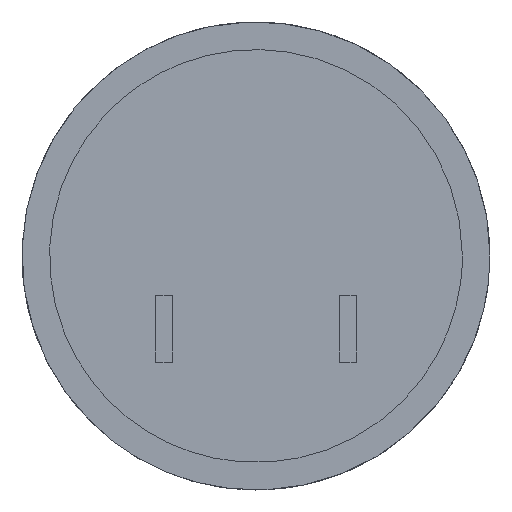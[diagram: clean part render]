
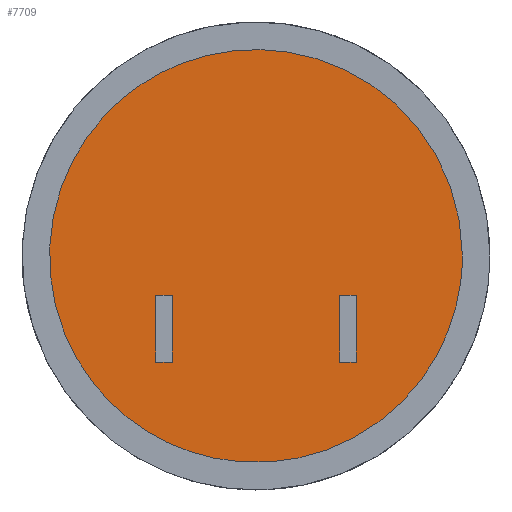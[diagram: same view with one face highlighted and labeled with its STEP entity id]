
A CAD part, left-side view. The second image highlights one B-rep face of the part: STEP entity #7709.
In plain terms, the highlighted free-form (B-spline) face has degree [1, 1] with [2, 2] control points.
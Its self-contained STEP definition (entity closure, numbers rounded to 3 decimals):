
#7380 = EDGE_CURVE('',#7381,#7383,#7385,.T.);
#7381 = VERTEX_POINT('',#7382);
#7382 = CARTESIAN_POINT('',(-19.729,-2.529,
    -1.189));
#7383 = VERTEX_POINT('',#7384);
#7384 = CARTESIAN_POINT('',(-19.729,-3.035,
    -1.189));
#7385 = B_SPLINE_CURVE_WITH_KNOTS('',1,(#7386,#7387),.UNSPECIFIED.,.F.,
  .F.,(2,2),(1.,1.5),.PIECEWISE_BEZIER_KNOTS.);
#7386 = CARTESIAN_POINT('',(-19.729,-2.529,
    -1.189));
#7387 = CARTESIAN_POINT('',(-19.729,-3.035,
    -1.189));
#7416 = EDGE_CURVE('',#7383,#7417,#7419,.T.);
#7417 = VERTEX_POINT('',#7418);
#7418 = CARTESIAN_POINT('',(-19.729,-3.035,
    -3.212));
#7419 = B_SPLINE_CURVE_WITH_KNOTS('',1,(#7420,#7421),.UNSPECIFIED.,.F.,
  .F.,(2,2),(-0.413,1.588),.PIECEWISE_BEZIER_KNOTS.);
#7420 = CARTESIAN_POINT('',(-19.729,-3.035,
    -1.189));
#7421 = CARTESIAN_POINT('',(-19.729,-3.035,
    -3.212));
#7450 = EDGE_CURVE('',#7417,#7451,#7453,.T.);
#7451 = VERTEX_POINT('',#7452);
#7452 = CARTESIAN_POINT('',(-19.729,-2.529,
    -3.212));
#7453 = B_SPLINE_CURVE_WITH_KNOTS('',1,(#7454,#7455),.UNSPECIFIED.,.F.,
  .F.,(2,2),(-1.75,-1.25),.PIECEWISE_BEZIER_KNOTS.);
#7454 = CARTESIAN_POINT('',(-19.729,-3.035,
    -3.212));
#7455 = CARTESIAN_POINT('',(-19.729,-2.529,
    -3.212));
#7478 = EDGE_CURVE('',#7451,#7381,#7479,.T.);
#7479 = B_SPLINE_CURVE_WITH_KNOTS('',1,(#7480,#7481),.UNSPECIFIED.,.F.,
  .F.,(2,2),(-2.588,-0.588),.PIECEWISE_BEZIER_KNOTS.);
#7480 = CARTESIAN_POINT('',(-19.729,-2.529,
    -3.212));
#7481 = CARTESIAN_POINT('',(-19.729,-2.529,
    -1.189));
#7516 = EDGE_CURVE('',#7517,#7519,#7521,.T.);
#7517 = VERTEX_POINT('',#7518);
#7518 = CARTESIAN_POINT('',(-19.729,2.529,
    -1.189));
#7519 = VERTEX_POINT('',#7520);
#7520 = CARTESIAN_POINT('',(-19.729,2.529,
    -3.212));
#7521 = B_SPLINE_CURVE_WITH_KNOTS('',1,(#7522,#7523),.UNSPECIFIED.,.F.,
  .F.,(2,2),(-0.413,1.588),.PIECEWISE_BEZIER_KNOTS.);
#7522 = CARTESIAN_POINT('',(-19.729,2.529,
    -1.189));
#7523 = CARTESIAN_POINT('',(-19.729,2.529,
    -3.212));
#7558 = EDGE_CURVE('',#7519,#7559,#7561,.T.);
#7559 = VERTEX_POINT('',#7560);
#7560 = CARTESIAN_POINT('',(-19.729,3.035,
    -3.212));
#7561 = B_SPLINE_CURVE_WITH_KNOTS('',1,(#7562,#7563),.UNSPECIFIED.,.F.,
  .F.,(2,2),(1.,1.5),.PIECEWISE_BEZIER_KNOTS.);
#7562 = CARTESIAN_POINT('',(-19.729,2.529,
    -3.212));
#7563 = CARTESIAN_POINT('',(-19.729,3.035,
    -3.212));
#7586 = EDGE_CURVE('',#7559,#7587,#7589,.T.);
#7587 = VERTEX_POINT('',#7588);
#7588 = CARTESIAN_POINT('',(-19.729,3.035,
    -1.189));
#7589 = B_SPLINE_CURVE_WITH_KNOTS('',1,(#7590,#7591),.UNSPECIFIED.,.F.,
  .F.,(2,2),(-2.588,-0.588),.PIECEWISE_BEZIER_KNOTS.);
#7590 = CARTESIAN_POINT('',(-19.729,3.035,
    -3.212));
#7591 = CARTESIAN_POINT('',(-19.729,3.035,
    -1.189));
#7620 = EDGE_CURVE('',#7587,#7517,#7621,.T.);
#7621 = B_SPLINE_CURVE_WITH_KNOTS('',1,(#7622,#7623),.UNSPECIFIED.,.F.,
  .F.,(2,2),(-1.75,-1.25),.PIECEWISE_BEZIER_KNOTS.);
#7622 = CARTESIAN_POINT('',(-19.729,3.035,
    -1.189));
#7623 = CARTESIAN_POINT('',(-19.729,2.529,
    -1.189));
#7672 = EDGE_CURVE('',#7673,#7673,#7675,.T.);
#7673 = VERTEX_POINT('',#7674);
#7674 = CARTESIAN_POINT('',(-19.729,-6.247,
    0.));
#7675 = ( BOUNDED_CURVE() B_SPLINE_CURVE(2,(#7676,#7677,#7678,#7679,
#7680,#7681,#7682),.UNSPECIFIED.,.T.,.F.) B_SPLINE_CURVE_WITH_KNOTS((3,2
    ,2,3),(3.142,5.236,7.33,9.425),
.PIECEWISE_BEZIER_KNOTS.) CURVE() GEOMETRIC_REPRESENTATION_ITEM() 
RATIONAL_B_SPLINE_CURVE((1.,0.5,1.,0.5,1.,0.5,1.)) REPRESENTATION_ITEM(
  '') );
#7676 = CARTESIAN_POINT('',(-19.729,-6.247,
    0.));
#7677 = CARTESIAN_POINT('',(-19.729,-6.247,
    10.821));
#7678 = CARTESIAN_POINT('',(-19.729,3.124,
    5.41));
#7679 = CARTESIAN_POINT('',(-19.729,12.495,
    0.));
#7680 = CARTESIAN_POINT('',(-19.729,3.124,
    -5.41));
#7681 = CARTESIAN_POINT('',(-19.729,-6.247,
    -10.821));
#7682 = CARTESIAN_POINT('',(-19.729,-6.247,
    0.));
#7709 = ADVANCED_FACE('',(#7710,#7713,#7719),#7725,.F.);
#7710 = FACE_BOUND('',#7711,.T.);
#7711 = EDGE_LOOP('',(#7712));
#7712 = ORIENTED_EDGE('',*,*,#7672,.T.);
#7713 = FACE_BOUND('',#7714,.T.);
#7714 = EDGE_LOOP('',(#7715,#7716,#7717,#7718));
#7715 = ORIENTED_EDGE('',*,*,#7380,.T.);
#7716 = ORIENTED_EDGE('',*,*,#7416,.T.);
#7717 = ORIENTED_EDGE('',*,*,#7450,.T.);
#7718 = ORIENTED_EDGE('',*,*,#7478,.T.);
#7719 = FACE_BOUND('',#7720,.T.);
#7720 = EDGE_LOOP('',(#7721,#7722,#7723,#7724));
#7721 = ORIENTED_EDGE('',*,*,#7516,.T.);
#7722 = ORIENTED_EDGE('',*,*,#7558,.T.);
#7723 = ORIENTED_EDGE('',*,*,#7586,.T.);
#7724 = ORIENTED_EDGE('',*,*,#7620,.T.);
#7725 = B_SPLINE_SURFACE_WITH_KNOTS('',1,1,(
    (#7726,#7727)
    ,(#7728,#7729
  )),.UNSPECIFIED.,.F.,.F.,.F.,(2,2),(2,2),(-6.175,6.175),(-6.175,6.175)
  ,.PIECEWISE_BEZIER_KNOTS.);
#7726 = CARTESIAN_POINT('',(-19.729,-6.247,
    -6.247));
#7727 = CARTESIAN_POINT('',(-19.729,-6.247,
    6.247));
#7728 = CARTESIAN_POINT('',(-19.729,6.247,
    -6.247));
#7729 = CARTESIAN_POINT('',(-19.729,6.247,
    6.247));
